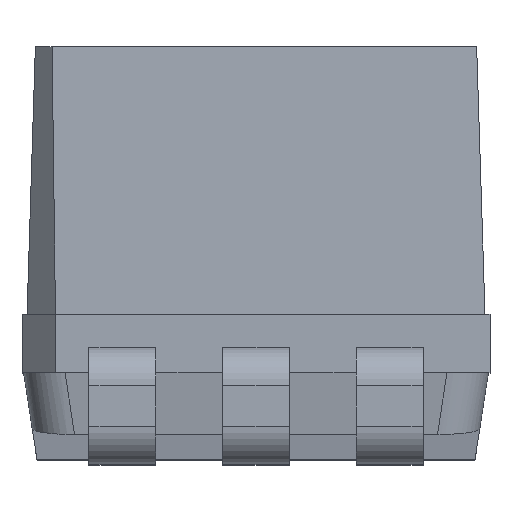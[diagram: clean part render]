
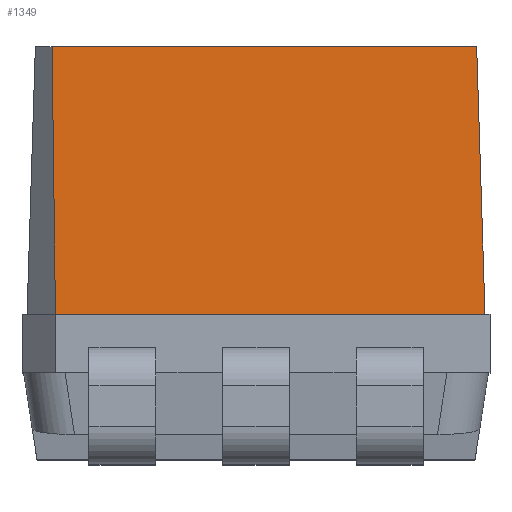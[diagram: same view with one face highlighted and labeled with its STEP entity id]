
A CAD part, top view. The second image highlights one B-rep face of the part: STEP entity #1349.
In plain terms, the highlighted planar face has unit normal (0, 0.031, 1).
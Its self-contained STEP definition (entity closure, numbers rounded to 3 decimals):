
#190 = VECTOR ( 'NONE', #4265, 1000. ) ;
#394 = EDGE_CURVE ( 'NONE', #2499, #2169, #2526, .T. ) ;
#400 = LINE ( 'NONE', #5722, #2182 ) ;
#1006 = VECTOR ( 'NONE', #5020, 1000. ) ;
#1244 = VECTOR ( 'NONE', #1250, 1000. ) ;
#1250 = DIRECTION ( 'NONE',  ( 1., 0., 0. ) ) ;
#1328 = CARTESIAN_POINT ( 'NONE',  ( -1.4, 2.47, 1.32 ) ) ;
#1349 = ADVANCED_FACE ( 'NONE', ( #4096 ), #3628, .F. ) ;
#1412 = EDGE_CURVE ( 'NONE', #2499, #4084, #5449, .T. ) ;
#1567 = CARTESIAN_POINT ( 'NONE',  ( -1.22, 2.47, 1.32 ) ) ;
#1881 = DIRECTION ( 'NONE',  ( 0., -0.031, -1. ) ) ;
#2056 = CARTESIAN_POINT ( 'NONE',  ( -1.4, 0.87, 1.37 ) ) ;
#2169 = VERTEX_POINT ( 'NONE', #3611 ) ;
#2182 = VECTOR ( 'NONE', #3527, 1000. ) ;
#2267 = CARTESIAN_POINT ( 'NONE',  ( 1.32, 2.47, 1.32 ) ) ;
#2313 = ORIENTED_EDGE ( 'NONE', *, *, #1412, .F. ) ;
#2499 = VERTEX_POINT ( 'NONE', #4311 ) ;
#2526 = LINE ( 'NONE', #2056, #190 ) ;
#2649 = EDGE_CURVE ( 'NONE', #4084, #3284, #3502, .T. ) ;
#3284 = VERTEX_POINT ( 'NONE', #2267 ) ;
#3400 = ORIENTED_EDGE ( 'NONE', *, *, #2649, .F. ) ;
#3502 = LINE ( 'NONE', #1328, #1244 ) ;
#3527 = DIRECTION ( 'NONE',  ( -0.031, 0.999, -0.031 ) ) ;
#3611 = CARTESIAN_POINT ( 'NONE',  ( 1.37, 0.87, 1.37 ) ) ;
#3628 = PLANE ( 'NONE',  #5746 ) ;
#3714 = EDGE_LOOP ( 'NONE', ( #2313, #4741, #5110, #3400 ) ) ;
#3808 = CARTESIAN_POINT ( 'NONE',  ( -1.2, 0.87, 1.37 ) ) ;
#4084 = VERTEX_POINT ( 'NONE', #1567 ) ;
#4096 = FACE_OUTER_BOUND ( 'NONE', #3714, .T. ) ;
#4265 = DIRECTION ( 'NONE',  ( 1., 0., 0. ) ) ;
#4272 = EDGE_CURVE ( 'NONE', #2169, #3284, #400, .T. ) ;
#4311 = CARTESIAN_POINT ( 'NONE',  ( -1.2, 0.87, 1.37 ) ) ;
#4741 = ORIENTED_EDGE ( 'NONE', *, *, #394, .T. ) ;
#5020 = DIRECTION ( 'NONE',  ( -0.012, 0.999, -0.031 ) ) ;
#5110 = ORIENTED_EDGE ( 'NONE', *, *, #4272, .T. ) ;
#5385 = CARTESIAN_POINT ( 'NONE',  ( -1.4, 2.47, 1.32 ) ) ;
#5415 = DIRECTION ( 'NONE',  ( 0., 1., -0.031 ) ) ;
#5449 = LINE ( 'NONE', #3808, #1006 ) ;
#5722 = CARTESIAN_POINT ( 'NONE',  ( 1.317, 2.555, 1.317 ) ) ;
#5746 = AXIS2_PLACEMENT_3D ( 'NONE', #5385, #1881, #5415 ) ;
